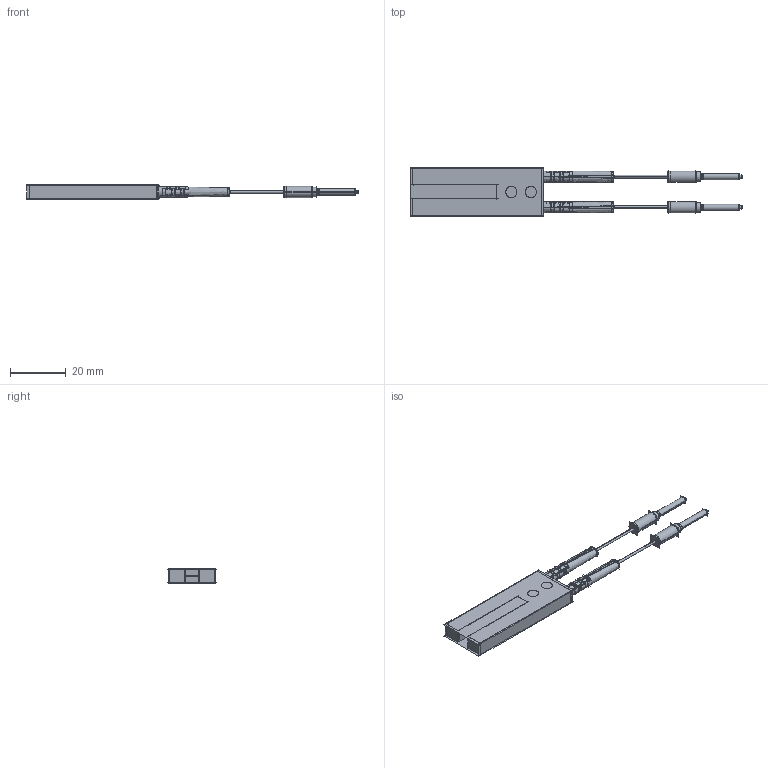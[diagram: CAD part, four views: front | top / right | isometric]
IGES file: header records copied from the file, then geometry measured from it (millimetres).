
Start section:  PTC IGES file: pue-3005_asm.igs
Global section: file name: pue-3005_asm.igs; native system: Creo Parametric by PTC Inc.; preprocessor: 2018400; author: Administrator; organization: Unknown; date: 20200324.141135; units: millimetre
Bounding box: 118.71 x 17.68 x 5.2 mm (x, y, z)
Surface area: 10643.6 mm2 (no closed solid volume)
Topology: 0 solids, 0 shells, 644 faces, 9808 edges, 12336 vertices
Faces by surface type: bspline 556, revolution 88
